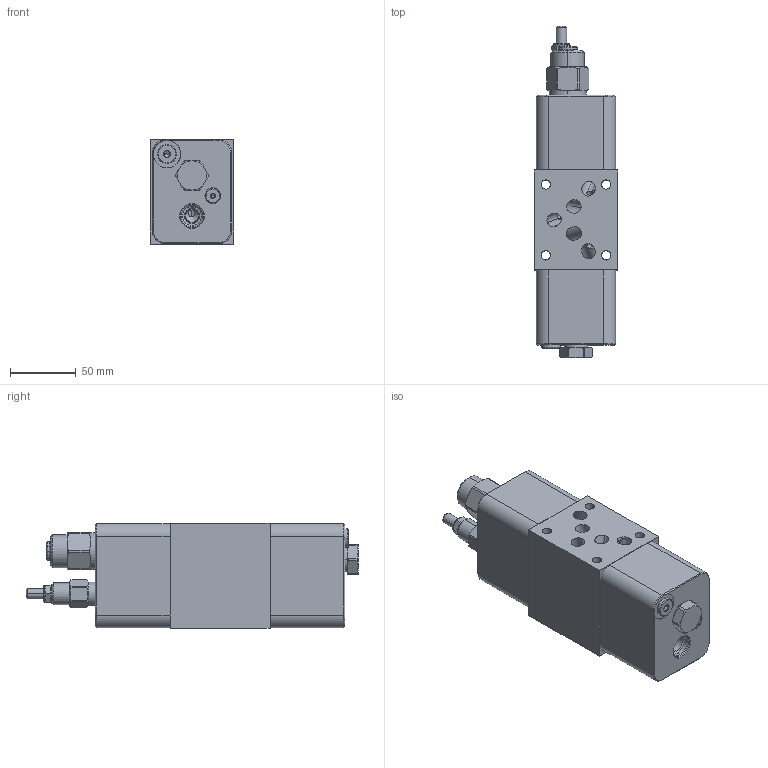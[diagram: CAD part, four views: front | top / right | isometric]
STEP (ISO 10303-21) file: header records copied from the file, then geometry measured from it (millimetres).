
FILE_DESCRIPTION((''),'2;1');
FILE_NAME('U3K_ASM','2021-11-18T',('ProEService'),(''),'PRO/ENGINEER BY PARAMETRIC TECHNOLOGY CORPORATION, 2014200','PRO/ENGINEER BY PARAMETRIC TECHNOLOGY CORPORATION, 2014200','');
FILE_SCHEMA(('CONFIG_CONTROL_DESIGN'));
Length unit declared in the file: inch
Products named in the file (8): 171-399-001; PSFTXFN; FXBALAN; A330-006-002; XAOAXXN; A330-006-004; 500-001-014; U3K_ASM
Assembly tree (13 placements, depth 2):
  U3K_ASM
    171-399-001
    PSFTXFN
    FXBALAN
    A330-006-002  x2
    XAOAXXN
    A330-006-004  x2
    500-001-014  x5
Bounding box: 63.5 x 253.15 x 80.54 mm (x, y, z)
Volume: 874490.1 mm3; surface area: 136677.3 mm2
Topology: 23 solids, 26 shells, 1055 faces, 2880 edges, 2141 vertices
Faces by surface type: cylinder 400, cone 262, plane 229, torus 102, revolution 46, sphere 16
Entity records: 36754 total; most frequent: CARTESIAN_POINT 12305, DIRECTION 5308, ORIENTED_EDGE 4470, EDGE_CURVE 2235, AXIS2_PLACEMENT_3D 2052, VERTEX_POINT 1362, VECTOR 1174, LINE 1174
